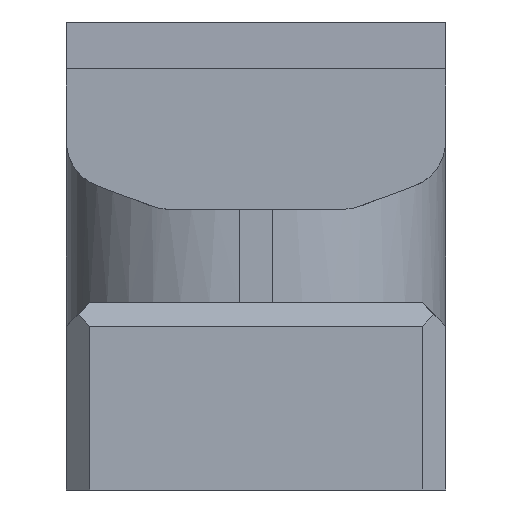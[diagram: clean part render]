
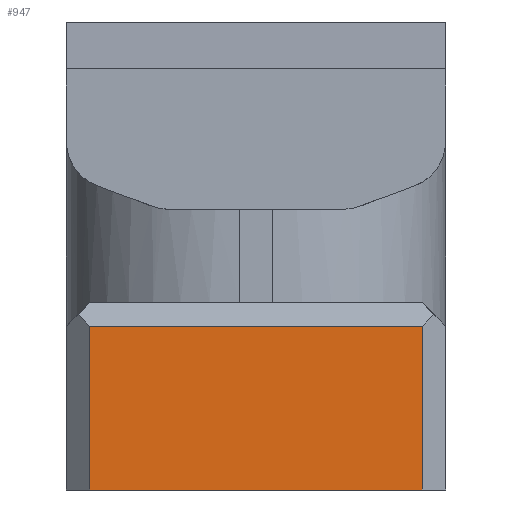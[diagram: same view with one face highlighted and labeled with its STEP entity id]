
A CAD part, left-side view. The second image highlights one B-rep face of the part: STEP entity #947.
In plain terms, the highlighted planar face has unit normal (-1, 0, 0).
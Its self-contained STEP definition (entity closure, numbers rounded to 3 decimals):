
#118=FACE_OUTER_BOUND('',#166,.T.);
#166=EDGE_LOOP('',(#842,#843,#844,#845));
#173=LINE('',#1315,#269);
#187=LINE('',#1350,#283);
#231=LINE('',#1450,#327);
#265=LINE('',#1622,#361);
#269=VECTOR('',#1052,10.);
#283=VECTOR('',#1082,10.);
#327=VECTOR('',#1158,10.);
#361=VECTOR('',#1300,10.);
#365=VERTEX_POINT('',#1312);
#366=VERTEX_POINT('',#1314);
#379=VERTEX_POINT('',#1348);
#419=VERTEX_POINT('',#1449);
#457=EDGE_CURVE('',#365,#366,#173,.T.);
#475=EDGE_CURVE('',#379,#365,#187,.T.);
#525=EDGE_CURVE('',#366,#419,#231,.T.);
#591=EDGE_CURVE('',#419,#379,#265,.T.);
#842=ORIENTED_EDGE('',*,*,#457,.F.);
#843=ORIENTED_EDGE('',*,*,#475,.F.);
#844=ORIENTED_EDGE('',*,*,#591,.F.);
#845=ORIENTED_EDGE('',*,*,#525,.F.);
#900=PLANE('',#1043);
#947=ADVANCED_FACE('',(#118),#900,.T.);
#1043=AXIS2_PLACEMENT_3D('',#1621,#1298,#1299);
#1052=DIRECTION('',(0.,-1.,0.));
#1082=DIRECTION('',(0.,0.,1.));
#1158=DIRECTION('',(0.,0.,-1.));
#1298=DIRECTION('center_axis',(-1.,0.,0.));
#1299=DIRECTION('ref_axis',(0.,0.,1.));
#1300=DIRECTION('',(0.,1.,0.));
#1312=CARTESIAN_POINT('',(-10.,3.55,-6.5));
#1314=CARTESIAN_POINT('',(-10.,-3.55,-6.5));
#1315=CARTESIAN_POINT('',(-10.,0.,-6.5));
#1348=CARTESIAN_POINT('',(-10.,3.55,-10.));
#1350=CARTESIAN_POINT('',(-10.,3.55,-7.5));
#1449=CARTESIAN_POINT('',(-10.,-3.55,-10.));
#1450=CARTESIAN_POINT('',(-10.,-3.55,-7.5));
#1621=CARTESIAN_POINT('Origin',(-10.,0.,-10.));
#1622=CARTESIAN_POINT('',(-10.,0.,-10.));
